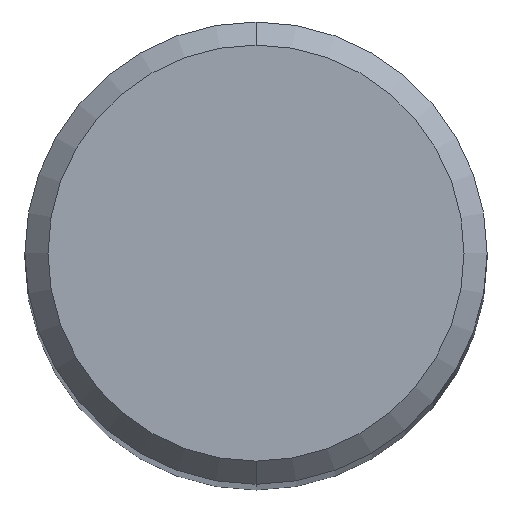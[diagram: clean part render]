
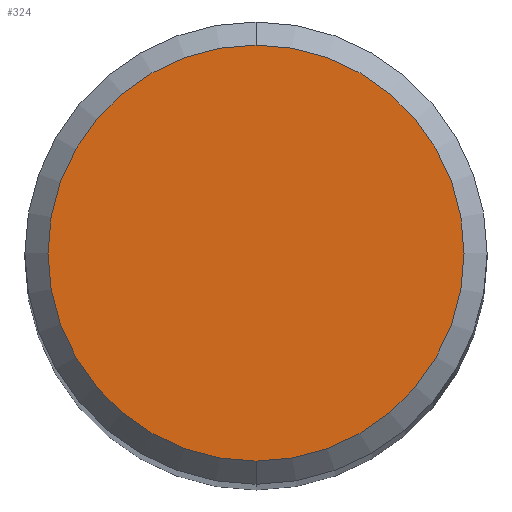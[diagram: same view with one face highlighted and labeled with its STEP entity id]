
A CAD part, top view. The second image highlights one B-rep face of the part: STEP entity #324.
In plain terms, the highlighted planar face has unit normal (0, 0, 1).
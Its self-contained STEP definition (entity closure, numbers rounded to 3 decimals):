
#324=ADVANCED_FACE('',(#913),#914,.T.);
#448=EDGE_CURVE('',#870,#458,#1049,.T.);
#458=VERTEX_POINT('',#1059);
#600=EDGE_CURVE('',#458,#870,#1218,.T.);
#870=VERTEX_POINT('',#1510);
#913=FACE_OUTER_BOUND('',#1572,.T.);
#914=PLANE('',#1573);
#1049=CIRCLE('',#2352,3.6);
#1059=CARTESIAN_POINT('',(0.0,3.6,0.0));
#1218=CIRCLE('',#4621,3.6);
#1510=CARTESIAN_POINT('',(0.,-3.6,0.0));
#1572=EDGE_LOOP('',(#7693,#7694));
#1573=AXIS2_PLACEMENT_3D('',#7695,#7696,#7697);
#2352=AXIS2_PLACEMENT_3D('',#7827,#7828,#7829);
#4621=AXIS2_PLACEMENT_3D('',#8030,#8031,#8032);
#7693=ORIENTED_EDGE('',*,*,#600,.F.);
#7694=ORIENTED_EDGE('',*,*,#448,.F.);
#7695=CARTESIAN_POINT('',(0.0,1.8,0.0));
#7696=DIRECTION('',(-0.0,0.0,1.0));
#7697=DIRECTION('',(0.0,-1.0,0.0));
#7827=CARTESIAN_POINT('',(0.0,0.0,0.0));
#7828=DIRECTION('',(0.0,0.0,-1.0));
#7829=DIRECTION('',(0.0,1.0,0.0));
#8030=CARTESIAN_POINT('',(0.0,0.0,0.0));
#8031=DIRECTION('',(0.0,0.0,-1.0));
#8032=DIRECTION('',(0.0,1.0,0.0));
